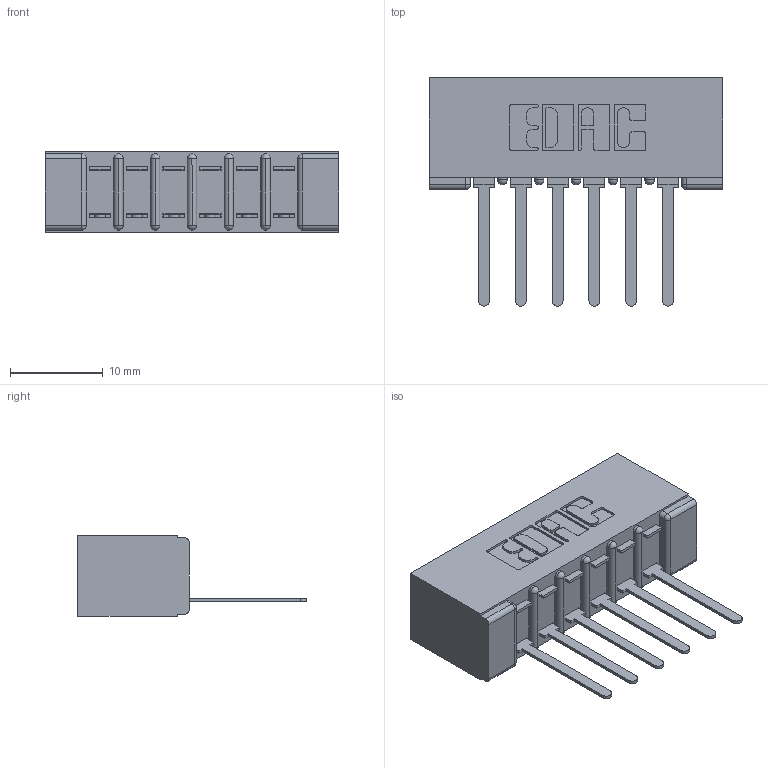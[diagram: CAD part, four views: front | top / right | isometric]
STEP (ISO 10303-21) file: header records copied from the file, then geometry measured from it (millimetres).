
FILE_DESCRIPTION (( 'STEP AP203' ), '1' );
FILE_NAME ('307-006-541-101.STEP', '2018-08-02T19:05:15', ( '' ), ( '' ), 'SwSTEP 2.0', 'SolidWorks 2016', '' );
FILE_SCHEMA (( 'CONFIG_CONTROL_DESIGN' ));
Length unit declared in the file: inch
Products named in the file (3): 307 Part_No Mounting Lugs; 307-290-002_541; 307-006-541-101
Assembly tree (7 placements, depth 2):
  307-006-541-101
    307 Part_No Mounting Lugs
    307-290-002_541  x6
Bounding box: 31.65 x 24.59 x 8.71 mm (x, y, z)
Volume: 2340.2 mm3; surface area: 3976.3 mm2
Topology: 7 solids, 7 shells, 561 faces, 1691 edges, 1106 vertices
Faces by surface type: plane 336, cylinder 211, sphere 14
Entity records: 10022 total; most frequent: CARTESIAN_POINT 1684, ORIENTED_EDGE 1674, DIRECTION 1651, EDGE_CURVE 837, LINE 625, VECTOR 625, VERTEX_POINT 546, AXIS2_PLACEMENT_3D 513
